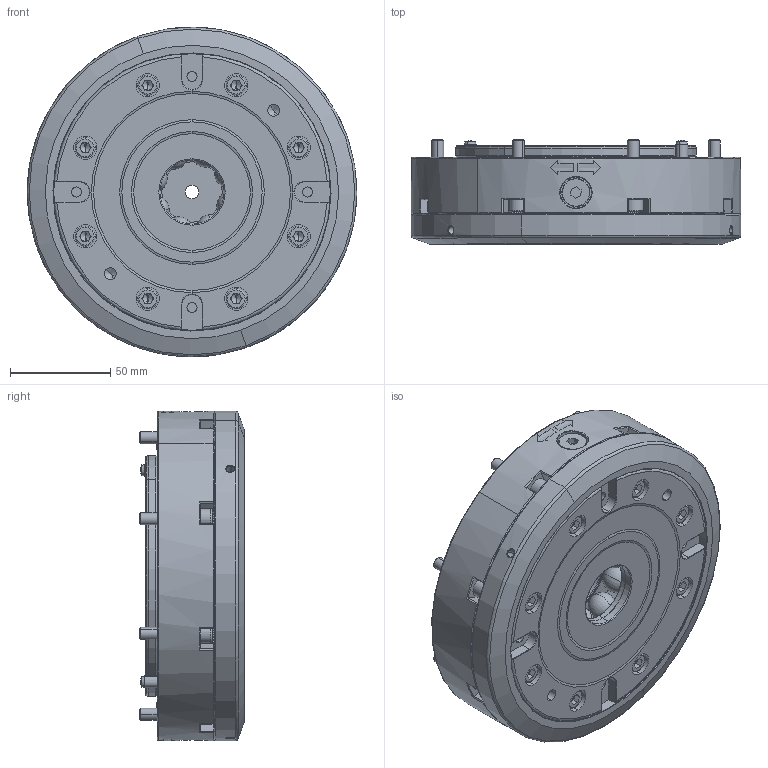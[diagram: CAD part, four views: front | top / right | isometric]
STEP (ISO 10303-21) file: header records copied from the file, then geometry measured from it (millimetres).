
FILE_DESCRIPTION (( 'STEP AP203' ), '1' );
FILE_NAME ('LQFLD-20.STEP', '2020-06-03T07:28:57', ( '' ), ( '' ), 'SwSTEP 2.0', 'SolidWorks 2018', '' );
FILE_SCHEMA (( 'CONFIG_CONTROL_DESIGN' ));
Length unit declared in the file: millimetre
Products named in the file (1): LQFLD-20
Bounding box: 164 x 52 x 164 mm (x, y, z)
Volume: 874672.3 mm3; surface area: 179935.7 mm2
Topology: 31 solids, 53 shells, 1466 faces, 3393 edges, 2025 vertices
Faces by surface type: plane 518, cylinder 364, cone 322, torus 196, bspline 44, sphere 22
Entity records: 50174 total; most frequent: CARTESIAN_POINT 16821, DIRECTION 7419, ORIENTED_EDGE 6518, EDGE_CURVE 3259, AXIS2_PLACEMENT_3D 2980, VERTEX_POINT 2001, EDGE_LOOP 1674, CIRCLE 1557
